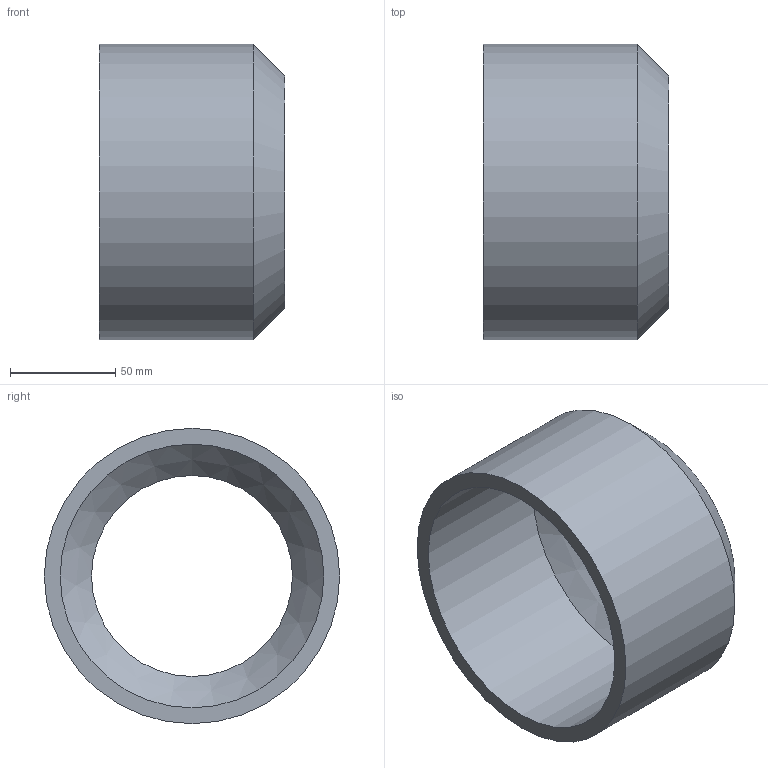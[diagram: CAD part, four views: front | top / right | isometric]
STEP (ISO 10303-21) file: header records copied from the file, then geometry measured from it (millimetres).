
FILE_DESCRIPTION((''),'2;1');
FILE_NAME('PV50090A140125110.stp','2022-02-21T11:02:01',('RL'),(''),'Autodesk Inventor 2012','Autodesk Inventor 2012','');
FILE_SCHEMA(('AUTOMOTIVE_DESIGN { 1 0 10303 214 1 1 1 1 }'));
Length unit declared in the file: millimetre
Products named in the file (1): PV50090A140125110
Bounding box: 88 x 140 x 140 mm (x, y, z)
Volume: 277065.7 mm3; surface area: 81788.3 mm2
Topology: 1 solids, 1 shells, 7 faces, 12 edges, 7 vertices
Faces by surface type: cylinder 3, cone 2, plane 2
Full cylindrical faces by diameter (mm): 110 x1, 125 x1, 140 x1
Entity records: 181 total; most frequent: DIRECTION 30, CARTESIAN_POINT 22, AXIS2_PLACEMENT_3D 15, ORIENTED_EDGE 14, EDGE_LOOP 14, VERTEX_POINT 7, CIRCLE 7, EDGE_CURVE 7
